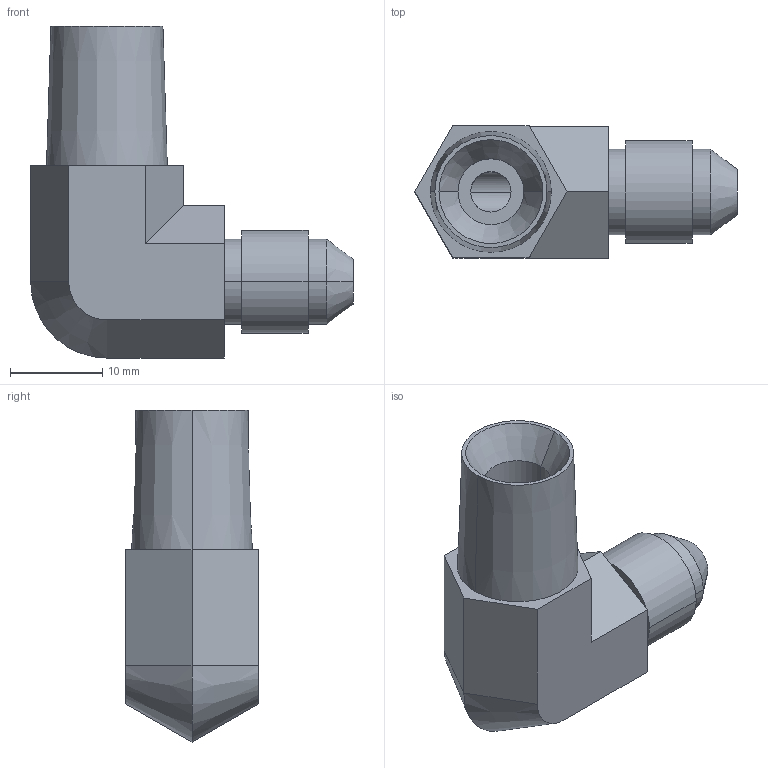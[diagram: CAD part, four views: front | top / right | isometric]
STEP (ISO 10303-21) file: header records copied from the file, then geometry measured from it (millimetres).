
FILE_DESCRIPTION((''),'2;1');
FILE_NAME('4-4_CTX-S_PRT','2002-10-15T',('ta29392'),(''),'PRO/ENGINEER BY PARAMETRIC TECHNOLOGY CORPORATION, 2002220','PRO/ENGINEER BY PARAMETRIC TECHNOLOGY CORPORATION, 2002220','');
FILE_SCHEMA(('CONFIG_CONTROL_DESIGN'));
Length unit declared in the file: inch
Products named in the file (1): 4-4_CTX-S_PRT
Bounding box: 34.92 x 14.29 x 35.93 mm (x, y, z)
Volume: 6016.4 mm3; surface area: 3415.8 mm2
Topology: 1 solids, 1 shells, 37 faces, 87 edges, 57 vertices
Faces by surface type: plane 17, cylinder 12, cone 8
Entity records: 1144 total; most frequent: CARTESIAN_POINT 219, DIRECTION 190, ORIENTED_EDGE 174, EDGE_CURVE 87, AXIS2_PLACEMENT_3D 70, VERTEX_POINT 57, VECTOR 50, LINE 50
